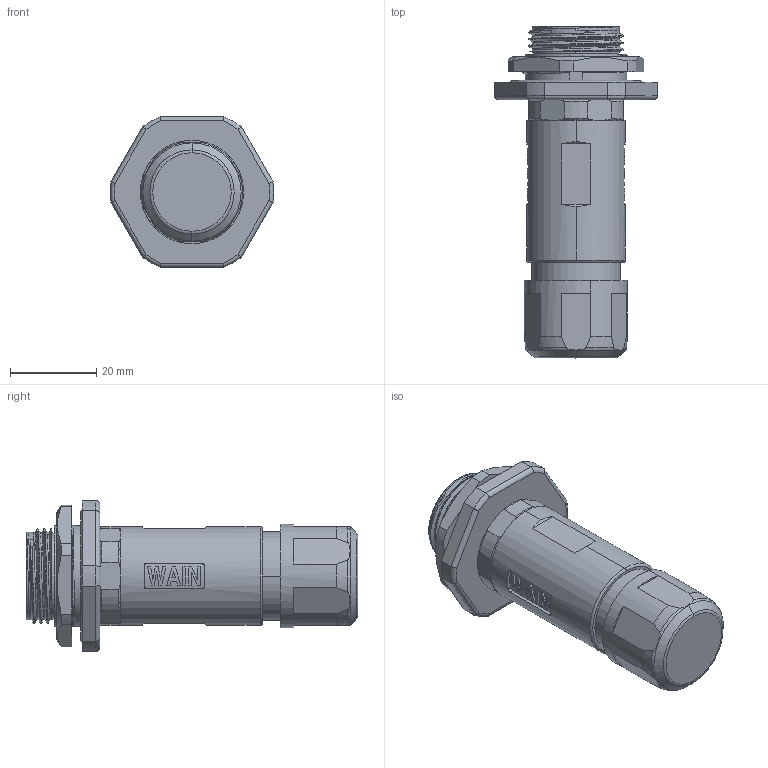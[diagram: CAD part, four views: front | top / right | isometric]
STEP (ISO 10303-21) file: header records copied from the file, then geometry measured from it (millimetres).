
FILE_DESCRIPTION((''),'2;1');
FILE_NAME('7_8-M04-CCT_R-T-DXX_SW0001','2020-12-08T',('tc.chen'),(''),'PRO/ENGINEER BY PARAMETRIC TECHNOLOGY CORPORATION, 2012480','PRO/ENGINEER BY PARAMETRIC TECHNOLOGY CORPORATION, 2012480','');
FILE_SCHEMA(('AUTOMOTIVE_DESIGN { 1 0 10303 214 1 1 1 1 }'));
Length unit declared in the file: millimetre
Products named in the file (1): 7_8-M04-CCT_R-T-DXX_SW0001
Bounding box: 37.97 x 77.1 x 35 mm (x, y, z)
Volume: 33572 mm3; surface area: 11663.4 mm2
Topology: 2 solids, 2 shells, 362 faces, 945 edges, 622 vertices
Faces by surface type: plane 121, cylinder 109, bspline 85, torus 31, cone 16
Entity records: 20158 total; most frequent: CARTESIAN_POINT 8964, ORIENTED_EDGE 1890, DIRECTION 1490, EDGE_CURVE 945, VERTEX_POINT 622, AXIS2_PLACEMENT_3D 552, FILL_AREA_STYLE_COLOUR 409, FILL_AREA_STYLE 409
